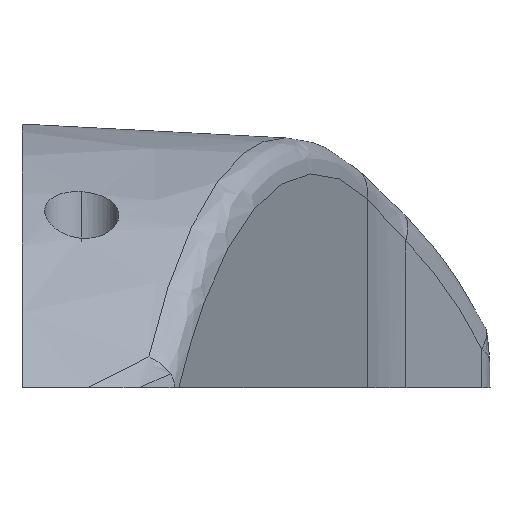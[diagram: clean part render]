
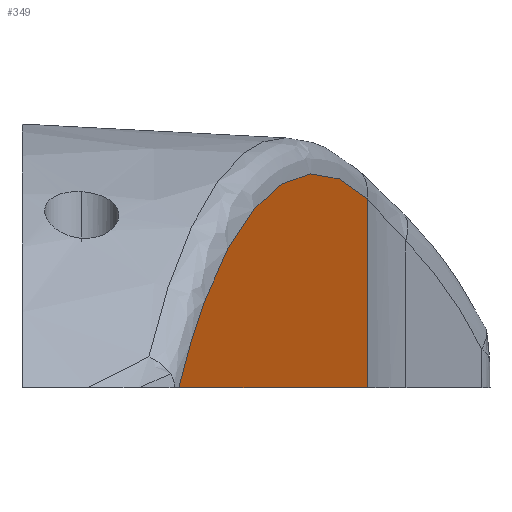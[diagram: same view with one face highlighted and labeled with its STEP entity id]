
A CAD part, left-side view. The second image highlights one B-rep face of the part: STEP entity #349.
In plain terms, the highlighted planar face has unit normal (-0.309, -0.951, 0).
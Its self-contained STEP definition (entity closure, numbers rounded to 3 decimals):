
#108 = CARTESIAN_POINT ( 'NONE',  ( -28.967, 49.367, 42.434 ) ) ;
#147 = LINE ( 'NONE', #1072, #1144 ) ;
#243 = CARTESIAN_POINT ( 'NONE',  ( -36.075, 51.677, 35.12 ) ) ;
#250 = CARTESIAN_POINT ( 'NONE',  ( -23.362, 47.546, 46.294 ) ) ;
#349 = ADVANCED_FACE ( 'NONE', ( #1282 ), #1404, .T. ) ;
#370 = CARTESIAN_POINT ( 'NONE',  ( -17.213, 45.549, 49.232 ) ) ;
#378 = CARTESIAN_POINT ( 'NONE',  ( -6.197, 41.969, 51.925 ) ) ;
#380 = CARTESIAN_POINT ( 'NONE',  ( 11.743, 36.14, 57.1 ) ) ;
#471 = CARTESIAN_POINT ( 'NONE',  ( 11.743, 36.14, 34.2 ) ) ;
#488 = CARTESIAN_POINT ( 'NONE',  ( -25.297, 48.175, 45.107 ) ) ;
#496 = CARTESIAN_POINT ( 'NONE',  ( -33.902, 50.971, 37.739 ) ) ;
#503 = CARTESIAN_POINT ( 'NONE',  ( -10.69, 43.429, 51.168 ) ) ;
#623 = CARTESIAN_POINT ( 'NONE',  ( -30.69, 49.927, 40.959 ) ) ;
#672 = AXIS2_PLACEMENT_3D ( 'NONE', #380, #1048, #779 ) ;
#677 = ORIENTED_EDGE ( 'NONE', *, *, #880, .T. ) ;
#750 = CARTESIAN_POINT ( 'NONE',  ( 2.872, 39.022, 51.925 ) ) ;
#761 = CARTESIAN_POINT ( 'NONE',  ( -22.367, 47.223, 46.852 ) ) ;
#779 = DIRECTION ( 'NONE',  ( 0.951, -0.309, 0. ) ) ;
#788 = CARTESIAN_POINT ( 'NONE',  ( -33.13, 50.72, 38.577 ) ) ;
#880 = EDGE_CURVE ( 'NONE', #1178, #1023, #1224, .T. ) ;
#891 = CARTESIAN_POINT ( 'NONE',  ( 0.609, 39.758, 52.104 ) ) ;
#917 = CARTESIAN_POINT ( 'NONE',  ( 9.582, 36.842, 50.68 ) ) ;
#922 = VECTOR ( 'NONE', #963, 1000. ) ;
#953 = ORIENTED_EDGE ( 'NONE', *, *, #1368, .T. ) ;
#963 = DIRECTION ( 'NONE',  ( 0.951, -0.309, 0. ) ) ;
#1022 = CARTESIAN_POINT ( 'NONE',  ( -3.934, 41.234, 52.104 ) ) ;
#1023 = VERTEX_POINT ( 'NONE', #471 ) ;
#1029 = CARTESIAN_POINT ( 'NONE',  ( -28.075, 49.078, 43.139 ) ) ;
#1039 = CARTESIAN_POINT ( 'NONE',  ( -35.374, 51.449, 36.012 ) ) ;
#1043 = EDGE_LOOP ( 'NONE', ( #953, #677, #1175 ) ) ;
#1048 = DIRECTION ( 'NONE',  ( -0.309, -0.951, 0. ) ) ;
#1062 = DIRECTION ( 'NONE',  ( 0., 0., -1. ) ) ;
#1072 = CARTESIAN_POINT ( 'NONE',  ( 11.743, 36.14, 57.1 ) ) ;
#1144 = VECTOR ( 'NONE', #1062, 1000. ) ;
#1152 = CARTESIAN_POINT ( 'NONE',  ( -36.742, 51.894, 34.2 ) ) ;
#1166 = CARTESIAN_POINT ( 'NONE',  ( -16.147, 45.202, 49.626 ) ) ;
#1175 = ORIENTED_EDGE ( 'NONE', *, *, #1512, .F. ) ;
#1178 = VERTEX_POINT ( 'NONE', #1266 ) ;
#1208 = B_SPLINE_CURVE_WITH_KNOTS ( 'NONE', 3,
 ( #1665, #917, #1657, #750, #891, #1022, #378, #1279, #503, #1309, #1533, #1166, #370, #1435, #1286, #761, #250, #488, #1411, #1029, #108, #623, #1542, #788, #496, #1039, #243, #1152 ),
 .UNSPECIFIED., .F., .F.,
 ( 4, 2, 2, 2, 2, 2, 2, 2, 2, 2, 2, 2, 2, 4 ),
 ( 0., 0.123, 0.245, 0.368, 0.43, 0.491, 0.552, 0.614, 0.675, 0.736, 0.798, 0.859, 0.92, 0.982 ),
 .UNSPECIFIED. ) ;
#1224 = LINE ( 'NONE', #1499, #922 ) ;
#1266 = CARTESIAN_POINT ( 'NONE',  ( -36.742, 51.894, 34.2 ) ) ;
#1279 = CARTESIAN_POINT ( 'NONE',  ( -9.573, 43.066, 51.39 ) ) ;
#1282 = FACE_OUTER_BOUND ( 'NONE', #1043, .T. ) ;
#1286 = CARTESIAN_POINT ( 'NONE',  ( -20.34, 46.564, 47.887 ) ) ;
#1309 = CARTESIAN_POINT ( 'NONE',  ( -12.897, 44.146, 50.637 ) ) ;
#1368 = EDGE_CURVE ( 'NONE', #1456, #1178, #1208, .T. ) ;
#1404 = PLANE ( 'NONE',  #672 ) ;
#1411 = CARTESIAN_POINT ( 'NONE',  ( -26.239, 48.481, 44.476 ) ) ;
#1435 = CARTESIAN_POINT ( 'NONE',  ( -19.309, 46.229, 48.363 ) ) ;
#1450 = CARTESIAN_POINT ( 'NONE',  ( 11.743, 36.14, 49.976 ) ) ;
#1456 = VERTEX_POINT ( 'NONE', #1450 ) ;
#1499 = CARTESIAN_POINT ( 'NONE',  ( 11.743, 36.14, 34.2 ) ) ;
#1512 = EDGE_CURVE ( 'NONE', #1456, #1023, #147, .T. ) ;
#1533 = CARTESIAN_POINT ( 'NONE',  ( -13.988, 44.501, 50.329 ) ) ;
#1542 = CARTESIAN_POINT ( 'NONE',  ( -31.523, 50.198, 40.187 ) ) ;
#1657 = CARTESIAN_POINT ( 'NONE',  ( 7.376, 37.559, 51.21 ) ) ;
#1665 = CARTESIAN_POINT ( 'NONE',  ( 11.743, 36.14, 49.976 ) ) ;
